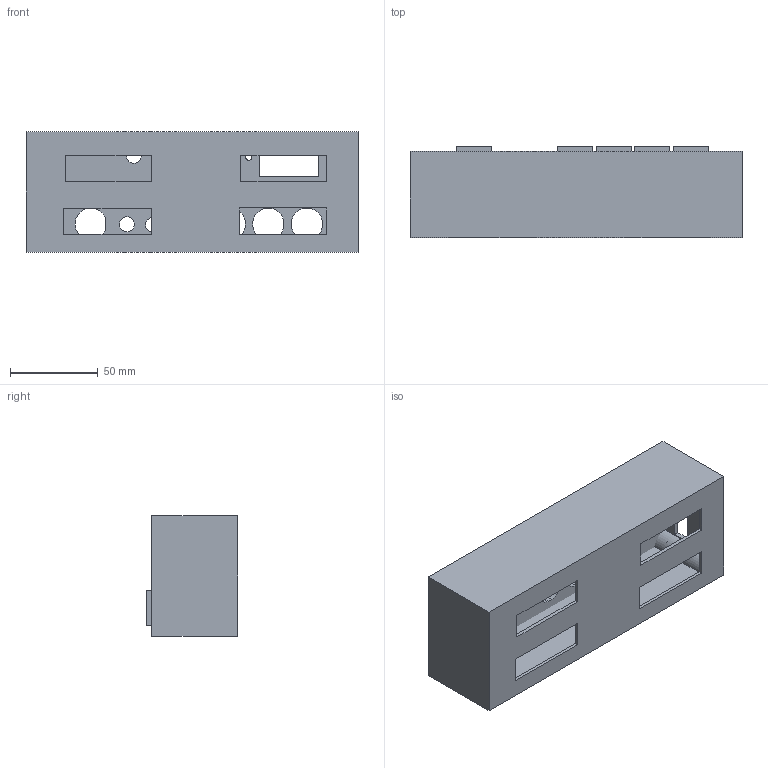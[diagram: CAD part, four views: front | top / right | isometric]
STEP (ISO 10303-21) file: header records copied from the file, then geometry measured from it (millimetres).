
FILE_DESCRIPTION(/* description */ (''),/* implementation_level */ '2;1');
FILE_NAME(/* name */ 'c20737e1-1727-4ec8-a6c4-32312503318a.stp',/* time_stamp */ '2022-08-06T15:21:38Z',/* author */ (''),/* organization */ (''),/* preprocessor_version */ 'ST-DEVELOPER v19',/* originating_system */ 'Autodesk Translation Framework v11.7.0.108',/* authorisation */ '');
FILE_SCHEMA (('AUTOMOTIVE_DESIGN { 1 0 10303 214 3 1 1 }'));
Length unit declared in the file: millimetre
Products named in the file (1): KVB
Bounding box: 189.32 x 52 x 68.83 mm (x, y, z)
Volume: 123217.3 mm3; surface area: 94209 mm2
Topology: 2 solids, 2 shells, 340 faces, 891 edges, 591 vertices
Faces by surface type: plane 258, cylinder 40, bspline 33, cone 9
Full cylindrical faces by diameter (mm): 3 x2, 3.5 x3, 5 x4, 8.6 x4
Entity records: 12869 total; most frequent: CARTESIAN_POINT 4544, ORIENTED_EDGE 1782, DIRECTION 1546, EDGE_CURVE 891, LINE 736, VECTOR 736, VERTEX_POINT 591, EDGE_LOOP 420
